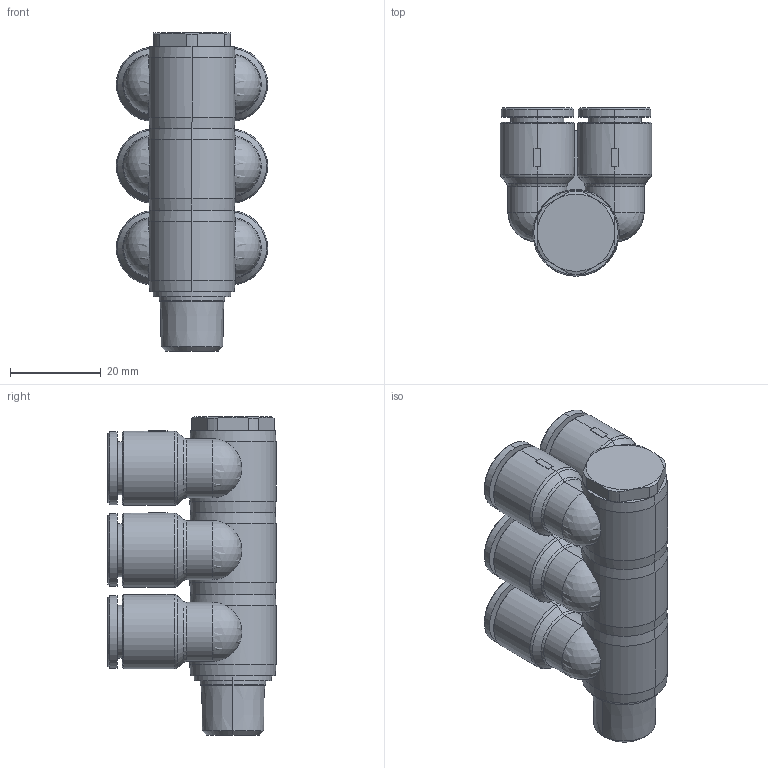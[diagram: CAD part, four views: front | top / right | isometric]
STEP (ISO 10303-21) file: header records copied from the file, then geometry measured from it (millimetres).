
FILE_DESCRIPTION((''),'2;1');
FILE_NAME('GPA_1002(3)(3D).stp','2012-12-17T14:40:34',(''),(''),'Mechanical Desktop.R8.0.24.0','Mechanical Desktop.R8.0.24.0',', , ');
FILE_SCHEMA(('CONFIG_CONTROL_DESIGN'));
Length unit declared in the file: millimetre
Products named in the file (2): GPA_1002(3)(3D); 睡ヶ1
Assembly tree (1 placements, depth 2):
  GPA_1002(3)(3D)
    睡ヶ1
Bounding box: 33.3 x 37 x 70 mm (x, y, z)
Volume: 33802.9 mm3; surface area: 16726.9 mm2
Topology: 1 solids, 1 shells, 2605 faces, 7431 edges, 4891 vertices
Faces by surface type: plane 2331, cylinder 96, cone 94, bspline 48, sphere 18, torus 18
Entity records: 84540 total; most frequent: CARTESIAN_POINT 16799, ORIENTED_EDGE 14810, DIRECTION 12751, EDGE_CURVE 7405, VECTOR 6877, LINE 6877, VERTEX_POINT 4891, AXIS2_PLACEMENT_3D 2937
